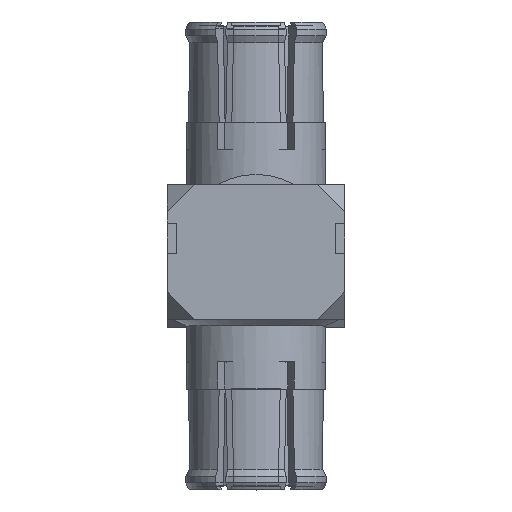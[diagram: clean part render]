
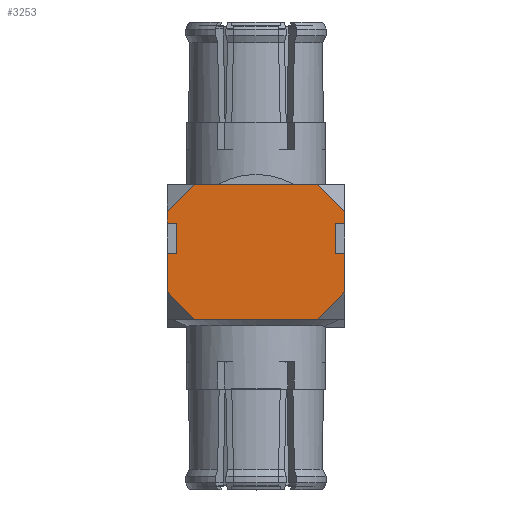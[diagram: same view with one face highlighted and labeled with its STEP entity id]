
A CAD part, top view. The second image highlights one B-rep face of the part: STEP entity #3253.
In plain terms, the highlighted face is planar.
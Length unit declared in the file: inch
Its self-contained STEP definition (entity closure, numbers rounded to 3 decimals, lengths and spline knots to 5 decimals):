
#25 = VECTOR ( 'NONE', #7080, 39.37008 ) ;
#157 = LINE ( 'NONE', #7671, #8224 ) ;
#400 = CARTESIAN_POINT ( 'NONE',  ( -0.0984, 0.0905, 0.0985 ) ) ;
#440 = VERTEX_POINT ( 'NONE', #7137 ) ;
#492 = PLANE ( 'NONE',  #2449 ) ;
#545 = CARTESIAN_POINT ( 'NONE',  ( -0.0984, 0.1968, 0.0885 ) ) ;
#549 = EDGE_CURVE ( 'NONE', #7042, #2515, #9421, .T. ) ;
#654 = EDGE_CURVE ( 'NONE', #7042, #6826, #2391, .T. ) ;
#670 = ORIENTED_EDGE ( 'NONE', *, *, #8543, .T. ) ;
#677 = DIRECTION ( 'NONE',  ( 0., -1., 0. ) ) ;
#709 = CARTESIAN_POINT ( 'NONE',  ( -0.0984, 0.0905, 0.0985 ) ) ;
#752 = EDGE_CURVE ( 'NONE', #9343, #8836, #3696, .T. ) ;
#791 = ORIENTED_EDGE ( 'NONE', *, *, #549, .T. ) ;
#798 = EDGE_CURVE ( 'NONE', #6456, #2515, #5215, .T. ) ;
#827 = FACE_OUTER_BOUND ( 'NONE', #8020, .T. ) ;
#941 = VECTOR ( 'NONE', #5650, 39.37008 ) ;
#965 = LINE ( 'NONE', #2929, #5667 ) ;
#978 = ORIENTED_EDGE ( 'NONE', *, *, #1835, .T. ) ;
#1233 = DIRECTION ( 'NONE',  ( 0., -1., 0. ) ) ;
#1262 = CARTESIAN_POINT ( 'NONE',  ( -0.0984, 0.1205, 0.0985 ) ) ;
#1284 = LINE ( 'NONE', #8286, #7714 ) ;
#1318 = VECTOR ( 'NONE', #2208, 39.37008 ) ;
#1355 = EDGE_CURVE ( 'NONE', #7361, #440, #3353, .T. ) ;
#1456 = CARTESIAN_POINT ( 'NONE',  ( -0.0984, 0.0905, 0.0985 ) ) ;
#1659 = CARTESIAN_POINT ( 'NONE',  ( -0.0984, 0.1968, 0.0985 ) ) ;
#1707 = CARTESIAN_POINT ( 'NONE',  ( -0.0984, 0.2101, -0.0985 ) ) ;
#1835 = EDGE_CURVE ( 'NONE', #8159, #3519, #4724, .T. ) ;
#1842 = CARTESIAN_POINT ( 'NONE',  ( -0.0984, 0.2401, 0.0985 ) ) ;
#1861 = LINE ( 'NONE', #2313, #5626 ) ;
#1875 = ORIENTED_EDGE ( 'NONE', *, *, #4522, .F. ) ;
#1987 = CARTESIAN_POINT ( 'NONE',  ( -0.0984, 0.1968, -0.0885 ) ) ;
#2011 = ORIENTED_EDGE ( 'NONE', *, *, #8839, .F. ) ;
#2163 = VECTOR ( 'NONE', #1233, 39.37008 ) ;
#2192 = ORIENTED_EDGE ( 'NONE', *, *, #4087, .F. ) ;
#2208 = DIRECTION ( 'NONE',  ( 0., -1., 0. ) ) ;
#2215 = LINE ( 'NONE', #2320, #7367 ) ;
#2223 = DIRECTION ( 'NONE',  ( 0., -1., 0. ) ) ;
#2313 = CARTESIAN_POINT ( 'NONE',  ( -0.0984, 0.1634, 0.0885 ) ) ;
#2320 = CARTESIAN_POINT ( 'NONE',  ( -0.0984, 0.1968, -0.0885 ) ) ;
#2391 = LINE ( 'NONE', #545, #2631 ) ;
#2433 = CARTESIAN_POINT ( 'NONE',  ( -0.0984, 0.1634, -0.0985 ) ) ;
#2449 = AXIS2_PLACEMENT_3D ( 'NONE', #400, #7966, #3496 ) ;
#2488 = CARTESIAN_POINT ( 'NONE',  ( -0.0984, 0.1503, 0.1583 ) ) ;
#2515 = VERTEX_POINT ( 'NONE', #1659 ) ;
#2597 = VECTOR ( 'NONE', #2223, 39.37008 ) ;
#2614 = CARTESIAN_POINT ( 'NONE',  ( -0.0984, 0.1968, -0.0985 ) ) ;
#2631 = VECTOR ( 'NONE', #7289, 39.37008 ) ;
#2929 = CARTESIAN_POINT ( 'NONE',  ( -0.0984, 0.0905, 0.0985 ) ) ;
#2933 = LINE ( 'NONE', #8559, #941 ) ;
#2999 = CARTESIAN_POINT ( 'NONE',  ( -0.0984, 0.0905, 0.0685 ) ) ;
#3122 = DIRECTION ( 'NONE',  ( 0., -0.707, 0.707 ) ) ;
#3176 = ORIENTED_EDGE ( 'NONE', *, *, #9530, .F. ) ;
#3227 = CARTESIAN_POINT ( 'NONE',  ( -0.0984, 0.1634, 0.0985 ) ) ;
#3253 = ADVANCED_FACE ( 'NONE', ( #827 ), #492, .F. ) ;
#3353 = LINE ( 'NONE', #8326, #1318 ) ;
#3496 = DIRECTION ( 'NONE',  ( 0., 0., -1. ) ) ;
#3519 = VERTEX_POINT ( 'NONE', #1707 ) ;
#3641 = VERTEX_POINT ( 'NONE', #4620 ) ;
#3696 = LINE ( 'NONE', #4461, #9200 ) ;
#3704 = EDGE_CURVE ( 'NONE', #4045, #7361, #2933, .T. ) ;
#3853 = CARTESIAN_POINT ( 'NONE',  ( -0.0984, 0.1503, -0.1583 ) ) ;
#3937 = DIRECTION ( 'NONE',  ( 0., -0.707, 0.707 ) ) ;
#4045 = VERTEX_POINT ( 'NONE', #9099 ) ;
#4087 = EDGE_CURVE ( 'NONE', #3641, #4298, #2215, .T. ) ;
#4167 = VECTOR ( 'NONE', #3122, 39.37008 ) ;
#4273 = VERTEX_POINT ( 'NONE', #5510 ) ;
#4298 = VERTEX_POINT ( 'NONE', #2614 ) ;
#4461 = CARTESIAN_POINT ( 'NONE',  ( -0.0984, 0.1055, 0.0835 ) ) ;
#4468 = DIRECTION ( 'NONE',  ( 0., 0., -1. ) ) ;
#4522 = EDGE_CURVE ( 'NONE', #6826, #6990, #1861, .T. ) ;
#4527 = LINE ( 'NONE', #2488, #4167 ) ;
#4620 = CARTESIAN_POINT ( 'NONE',  ( -0.0984, 0.1968, -0.0885 ) ) ;
#4724 = LINE ( 'NONE', #3853, #6023 ) ;
#4786 = ORIENTED_EDGE ( 'NONE', *, *, #1355, .T. ) ;
#4839 = ORIENTED_EDGE ( 'NONE', *, *, #5876, .F. ) ;
#4961 = CARTESIAN_POINT ( 'NONE',  ( -0.0984, 0.2401, -0.0685 ) ) ;
#5091 = VERTEX_POINT ( 'NONE', #8878 ) ;
#5103 = ORIENTED_EDGE ( 'NONE', *, *, #752, .F. ) ;
#5215 = LINE ( 'NONE', #709, #7522 ) ;
#5222 = CARTESIAN_POINT ( 'NONE',  ( -0.0984, 0.1634, 0.0885 ) ) ;
#5292 = EDGE_CURVE ( 'NONE', #3519, #4298, #1284, .T. ) ;
#5360 = ORIENTED_EDGE ( 'NONE', *, *, #654, .F. ) ;
#5510 = CARTESIAN_POINT ( 'NONE',  ( -0.0984, 0.0905, -0.0685 ) ) ;
#5626 = VECTOR ( 'NONE', #8302, 39.37008 ) ;
#5650 = DIRECTION ( 'NONE',  ( 0., 0., -1. ) ) ;
#5667 = VECTOR ( 'NONE', #6694, 39.37008 ) ;
#5777 = LINE ( 'NONE', #1842, #25 ) ;
#5876 = EDGE_CURVE ( 'NONE', #5091, #6456, #4527, .T. ) ;
#6023 = VECTOR ( 'NONE', #9096, 39.37008 ) ;
#6159 = CARTESIAN_POINT ( 'NONE',  ( -0.0984, 0.2101, 0.0985 ) ) ;
#6456 = VERTEX_POINT ( 'NONE', #6159 ) ;
#6555 = ORIENTED_EDGE ( 'NONE', *, *, #798, .F. ) ;
#6694 = DIRECTION ( 'NONE',  ( 0., 0., -1. ) ) ;
#6826 = VERTEX_POINT ( 'NONE', #5222 ) ;
#6990 = VERTEX_POINT ( 'NONE', #3227 ) ;
#6994 = CARTESIAN_POINT ( 'NONE',  ( -0.0984, 0.1968, 0.0885 ) ) ;
#7042 = VERTEX_POINT ( 'NONE', #6994 ) ;
#7080 = DIRECTION ( 'NONE',  ( 0., 0., -1. ) ) ;
#7094 = LINE ( 'NONE', #1987, #2163 ) ;
#7137 = CARTESIAN_POINT ( 'NONE',  ( -0.0984, 0.1205, -0.0985 ) ) ;
#7289 = DIRECTION ( 'NONE',  ( 0., -1., 0. ) ) ;
#7361 = VERTEX_POINT ( 'NONE', #2433 ) ;
#7367 = VECTOR ( 'NONE', #4468, 39.37008 ) ;
#7522 = VECTOR ( 'NONE', #677, 39.37008 ) ;
#7532 = VECTOR ( 'NONE', #9365, 39.37008 ) ;
#7569 = EDGE_CURVE ( 'NONE', #3641, #4045, #7094, .T. ) ;
#7671 = CARTESIAN_POINT ( 'NONE',  ( -0.0984, 0.1055, -0.0835 ) ) ;
#7714 = VECTOR ( 'NONE', #9040, 39.37008 ) ;
#7751 = LINE ( 'NONE', #1456, #2597 ) ;
#7766 = ORIENTED_EDGE ( 'NONE', *, *, #9135, .T. ) ;
#7863 = CARTESIAN_POINT ( 'NONE',  ( -0.0984, 0.1968, 0.0885 ) ) ;
#7966 = DIRECTION ( 'NONE',  ( 1., 0., 0. ) ) ;
#8020 = EDGE_LOOP ( 'NONE', ( #2192, #8467, #9066, #4786, #670, #2011, #5103, #3176, #1875, #5360, #791, #6555, #4839, #7766, #978, #9353 ) ) ;
#8159 = VERTEX_POINT ( 'NONE', #4961 ) ;
#8224 = VECTOR ( 'NONE', #3937, 39.37008 ) ;
#8286 = CARTESIAN_POINT ( 'NONE',  ( -0.0984, 0.0905, -0.0985 ) ) ;
#8302 = DIRECTION ( 'NONE',  ( 0., 0., 1. ) ) ;
#8326 = CARTESIAN_POINT ( 'NONE',  ( -0.0984, 0.0905, -0.0985 ) ) ;
#8467 = ORIENTED_EDGE ( 'NONE', *, *, #7569, .T. ) ;
#8543 = EDGE_CURVE ( 'NONE', #440, #4273, #157, .T. ) ;
#8559 = CARTESIAN_POINT ( 'NONE',  ( -0.0984, 0.1634, -0.0885 ) ) ;
#8836 = VERTEX_POINT ( 'NONE', #2999 ) ;
#8839 = EDGE_CURVE ( 'NONE', #8836, #4273, #965, .T. ) ;
#8878 = CARTESIAN_POINT ( 'NONE',  ( -0.0984, 0.2401, 0.0685 ) ) ;
#9040 = DIRECTION ( 'NONE',  ( 0., -1., 0. ) ) ;
#9066 = ORIENTED_EDGE ( 'NONE', *, *, #3704, .T. ) ;
#9096 = DIRECTION ( 'NONE',  ( 0., -0.707, -0.707 ) ) ;
#9099 = CARTESIAN_POINT ( 'NONE',  ( -0.0984, 0.1634, -0.0885 ) ) ;
#9135 = EDGE_CURVE ( 'NONE', #5091, #8159, #5777, .T. ) ;
#9200 = VECTOR ( 'NONE', #9666, 39.37008 ) ;
#9343 = VERTEX_POINT ( 'NONE', #1262 ) ;
#9353 = ORIENTED_EDGE ( 'NONE', *, *, #5292, .T. ) ;
#9365 = DIRECTION ( 'NONE',  ( 0., 0., 1. ) ) ;
#9421 = LINE ( 'NONE', #7863, #7532 ) ;
#9530 = EDGE_CURVE ( 'NONE', #6990, #9343, #7751, .T. ) ;
#9666 = DIRECTION ( 'NONE',  ( 0., -0.707, -0.707 ) ) ;
